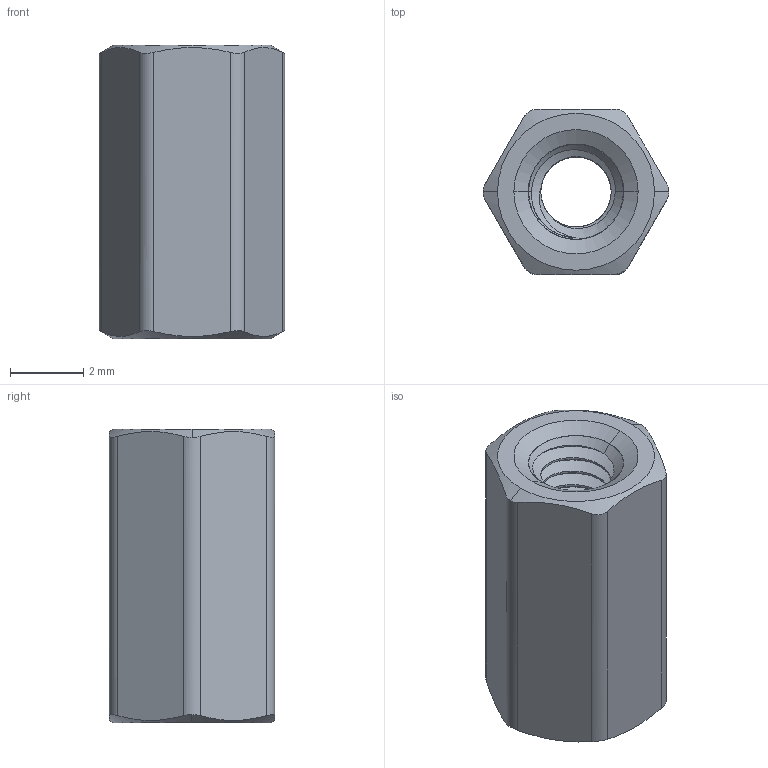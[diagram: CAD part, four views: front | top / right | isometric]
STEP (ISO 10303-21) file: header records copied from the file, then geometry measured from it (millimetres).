
FILE_DESCRIPTION (( 'STEP AP203' ), '1' );
FILE_NAME ('94868A163_Female Threaded Hex Standoff.STEP', '2022-12-09T22:08:05', ( 'Administrator' ), ( 'Managed by Terraform' ), 'SwSTEP 2.0', 'SolidWorks 2017', '' );
FILE_SCHEMA (( 'CONFIG_CONTROL_DESIGN' ));
Length unit declared in the file: millimetre
Products named in the file (1): 94868A163_Female Threaded Hex Standoff
Bounding box: 5.06 x 4.5 x 8 mm (x, y, z)
Volume: 106.6 mm3; surface area: 236.4 mm2
Topology: 1 solids, 1 shells, 70 faces, 194 edges, 128 vertices
Faces by surface type: cylinder 41, cone 13, plane 10, bspline 6
Entity records: 5405 total; most frequent: CARTESIAN_POINT 3839, ORIENTED_EDGE 388, DIRECTION 228, EDGE_CURVE 194, VERTEX_POINT 128, AXIS2_PLACEMENT_3D 83, EDGE_LOOP 74, FACE_OUTER_BOUND 70
